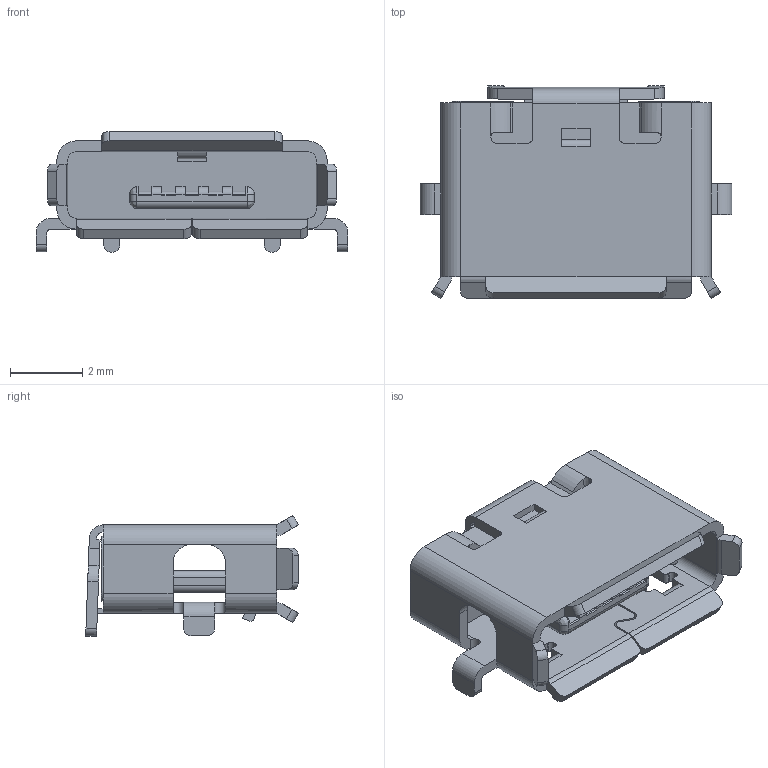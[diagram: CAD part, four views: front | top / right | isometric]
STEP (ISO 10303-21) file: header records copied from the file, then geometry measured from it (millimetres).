
FILE_DESCRIPTION( ( '' ), ' ' );
FILE_NAME( '5b82cac6ba15e20b84cc0ef8.step', '2018-08-26T15:44:06', ( '' ), ( '' ), ' ', ' ', ' ' );
FILE_SCHEMA( ( 'AUTOMOTIVE_DESIGN { 1 0 10303 214 1 1 1 1 }' ) );
Length unit declared in the file: metre
Products named in the file (61): Open CASCADE STEP translator 6.8 18; Open CASCADE STEP translator 6.8 17
Bounding box: 8.65 x 5.9 x 3.36 mm (x, y, z)
Volume: 48.9 mm3; surface area: 264.2 mm2
Topology: 1 solids, 1 shells, 490 faces, 1430 edges, 1014 vertices
Faces by surface type: plane 360, cylinder 124, bspline 6
Entity records: 28097 total; most frequent: CARTESIAN_POINT 3237, DIRECTION 2785, ORIENTED_EDGE 2740, STYLED_ITEM 1920, PRESENTATION_STYLE_ASSIGNMENT 1920, COLOUR_RGB 1920, CURVE_STYLE 1430, DRAUGHTING_PRE_DEFINED_CURVE_FONT 1430
